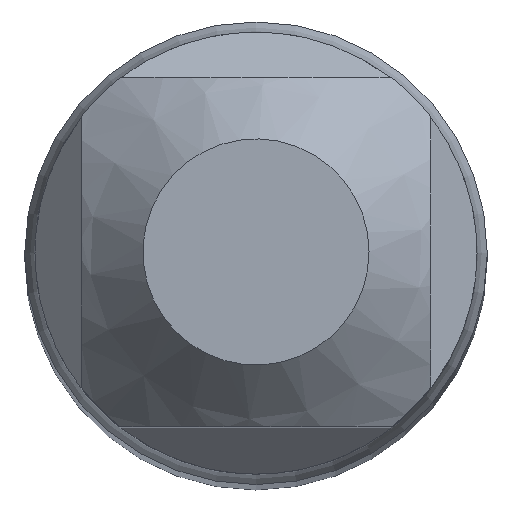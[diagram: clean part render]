
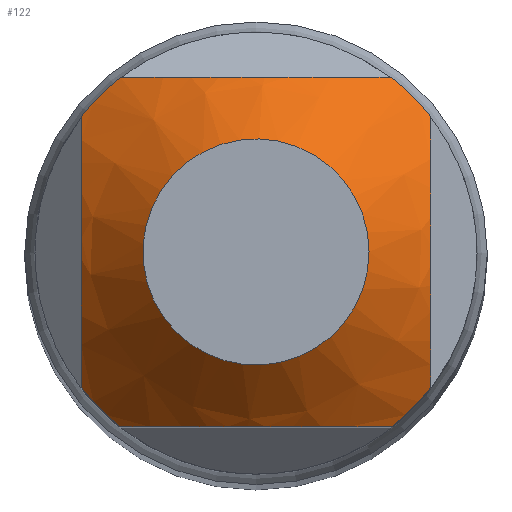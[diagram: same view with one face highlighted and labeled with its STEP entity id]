
A CAD part, top view. The second image highlights one B-rep face of the part: STEP entity #122.
In plain terms, the highlighted conical face has half-angle 45 degrees and reference radius 1000 mm.
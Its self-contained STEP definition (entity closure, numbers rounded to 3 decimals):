
#51=CONICAL_SURFACE('',#443,1000.,45.);
#80=FACE_BOUND('',#179,.T.);
#81=FACE_BOUND('',#180,.T.);
#86=CIRCLE('',#418,1.1);
#96=CIRCLE('',#437,2.15);
#97=CIRCLE('',#438,2.15);
#98=CIRCLE('',#439,2.15);
#99=CIRCLE('',#440,2.15);
#122=ADVANCED_FACE('NONE',(#80,#81),#51,.T.);
#179=EDGE_LOOP('',(#250,#251,#252,#253,#254,#255,#256,#257));
#180=EDGE_LOOP('',(#258));
#250=ORIENTED_EDGE('',*,*,#312,.F.);
#251=ORIENTED_EDGE('',*,*,#326,.F.);
#252=ORIENTED_EDGE('',*,*,#303,.F.);
#253=ORIENTED_EDGE('',*,*,#325,.F.);
#254=ORIENTED_EDGE('',*,*,#306,.F.);
#255=ORIENTED_EDGE('',*,*,#324,.F.);
#256=ORIENTED_EDGE('',*,*,#309,.F.);
#257=ORIENTED_EDGE('',*,*,#327,.F.);
#258=ORIENTED_EDGE('',*,*,#314,.T.);
#273=VERTEX_POINT('',#596);
#274=VERTEX_POINT('',#610);
#275=VERTEX_POINT('',#614);
#276=VERTEX_POINT('',#628);
#277=VERTEX_POINT('',#632);
#278=VERTEX_POINT('',#646);
#279=VERTEX_POINT('',#650);
#280=VERTEX_POINT('',#664);
#281=VERTEX_POINT('',#668);
#303=EDGE_CURVE('NONE',#273,#274,#365,.T.);
#306=EDGE_CURVE('NONE',#275,#276,#366,.T.);
#309=EDGE_CURVE('NONE',#277,#278,#367,.T.);
#312=EDGE_CURVE('NONE',#279,#280,#368,.T.);
#314=EDGE_CURVE('NONE',#281,#281,#86,.T.);
#324=EDGE_CURVE('NONE',#278,#275,#96,.T.);
#325=EDGE_CURVE('NONE',#276,#273,#97,.T.);
#326=EDGE_CURVE('NONE',#274,#279,#98,.T.);
#327=EDGE_CURVE('NONE',#280,#277,#99,.T.);
#365=B_SPLINE_CURVE_WITH_KNOTS('',3,(#597,#598,#599,#600,#601,#602,#603,
#604,#605,#606,#607,#608,#609),.UNSPECIFIED.,.F.,.F.,(4,3,3,3,4),(0.,0.322,
0.541,0.758,1.),.UNSPECIFIED.);
#366=B_SPLINE_CURVE_WITH_KNOTS('',3,(#615,#616,#617,#618,#619,#620,#621,
#622,#623,#624,#625,#626,#627),.UNSPECIFIED.,.F.,.F.,(4,3,3,3,4),(0.,0.308,
0.5,0.72,1.),.UNSPECIFIED.);
#367=B_SPLINE_CURVE_WITH_KNOTS('',3,(#633,#634,#635,#636,#637,#638,#639,
#640,#641,#642,#643,#644,#645),.UNSPECIFIED.,.F.,.F.,(4,3,3,3,4),(0.,0.322,
0.541,0.758,1.),.UNSPECIFIED.);
#368=B_SPLINE_CURVE_WITH_KNOTS('',3,(#651,#652,#653,#654,#655,#656,#657,
#658,#659,#660,#661,#662,#663),.UNSPECIFIED.,.F.,.F.,(4,3,3,3,4),(0.,0.308,
0.5,0.72,1.),.UNSPECIFIED.);
#418=AXIS2_PLACEMENT_3D('',#667,#495,#496);
#437=AXIS2_PLACEMENT_3D('',#696,#533,#534);
#438=AXIS2_PLACEMENT_3D('',#697,#535,#536);
#439=AXIS2_PLACEMENT_3D('',#698,#537,#538);
#440=AXIS2_PLACEMENT_3D('',#699,#539,#540);
#443=AXIS2_PLACEMENT_3D('',#702,#545,#546);
#495=DIRECTION('',(0.,0.,-1.));
#496=DIRECTION('',(1.,0.,0.));
#533=DIRECTION('',(0.,0.,-1.));
#534=DIRECTION('',(0.,1.,0.));
#535=DIRECTION('',(0.,0.,-1.));
#536=DIRECTION('',(0.,1.,0.));
#537=DIRECTION('',(0.,0.,-1.));
#538=DIRECTION('',(0.,1.,0.));
#539=DIRECTION('',(0.,0.,-1.));
#540=DIRECTION('',(0.,1.,0.));
#545=DIRECTION('',(0.,0.,-1.));
#546=DIRECTION('',(0.,1.,0.));
#596=CARTESIAN_POINT('',(-1.7,-1.316,-1.05));
#597=CARTESIAN_POINT('',(-1.7,-1.316,-1.05));
#598=CARTESIAN_POINT('',(-1.7,-1.059,-0.893));
#599=CARTESIAN_POINT('',(-1.7,-0.786,-0.752));
#600=CARTESIAN_POINT('',(-1.7,-0.496,-0.671));
#601=CARTESIAN_POINT('',(-1.7,-0.3,-0.616));
#602=CARTESIAN_POINT('',(-1.7,-0.092,-0.59));
#603=CARTESIAN_POINT('',(-1.7,0.112,-0.604));
#604=CARTESIAN_POINT('',(-1.7,0.316,-0.617));
#605=CARTESIAN_POINT('',(-1.7,0.518,-0.668));
#606=CARTESIAN_POINT('',(-1.7,0.708,-0.742));
#607=CARTESIAN_POINT('',(-1.7,0.92,-0.823));
#608=CARTESIAN_POINT('',(-1.7,1.122,-0.931));
#609=CARTESIAN_POINT('',(-1.7,1.316,-1.05));
#610=CARTESIAN_POINT('',(-1.7,1.316,-1.05));
#614=CARTESIAN_POINT('',(1.316,-1.7,-1.05));
#615=CARTESIAN_POINT('',(1.316,-1.7,-1.05));
#616=CARTESIAN_POINT('',(1.07,-1.7,-0.899));
#617=CARTESIAN_POINT('',(0.809,-1.7,-0.764));
#618=CARTESIAN_POINT('',(0.533,-1.7,-0.682));
#619=CARTESIAN_POINT('',(0.361,-1.7,-0.63));
#620=CARTESIAN_POINT('',(0.18,-1.7,-0.6));
#621=CARTESIAN_POINT('',(0.,-1.7,-0.6));
#622=CARTESIAN_POINT('',(-0.206,-1.7,-0.6));
#623=CARTESIAN_POINT('',(-0.414,-1.7,-0.64));
#624=CARTESIAN_POINT('',(-0.609,-1.7,-0.706));
#625=CARTESIAN_POINT('',(-0.857,-1.7,-0.79));
#626=CARTESIAN_POINT('',(-1.093,-1.7,-0.913));
#627=CARTESIAN_POINT('',(-1.316,-1.7,-1.05));
#628=CARTESIAN_POINT('',(-1.316,-1.7,-1.05));
#632=CARTESIAN_POINT('',(1.7,1.316,-1.05));
#633=CARTESIAN_POINT('',(1.7,1.316,-1.05));
#634=CARTESIAN_POINT('',(1.7,1.059,-0.893));
#635=CARTESIAN_POINT('',(1.7,0.786,-0.752));
#636=CARTESIAN_POINT('',(1.7,0.496,-0.671));
#637=CARTESIAN_POINT('',(1.7,0.3,-0.616));
#638=CARTESIAN_POINT('',(1.7,0.092,-0.59));
#639=CARTESIAN_POINT('',(1.7,-0.112,-0.604));
#640=CARTESIAN_POINT('',(1.7,-0.316,-0.617));
#641=CARTESIAN_POINT('',(1.7,-0.518,-0.668));
#642=CARTESIAN_POINT('',(1.7,-0.708,-0.742));
#643=CARTESIAN_POINT('',(1.7,-0.92,-0.823));
#644=CARTESIAN_POINT('',(1.7,-1.122,-0.931));
#645=CARTESIAN_POINT('',(1.7,-1.316,-1.05));
#646=CARTESIAN_POINT('',(1.7,-1.316,-1.05));
#650=CARTESIAN_POINT('',(-1.316,1.7,-1.05));
#651=CARTESIAN_POINT('',(-1.316,1.7,-1.05));
#652=CARTESIAN_POINT('',(-1.07,1.7,-0.899));
#653=CARTESIAN_POINT('',(-0.809,1.7,-0.764));
#654=CARTESIAN_POINT('',(-0.533,1.7,-0.682));
#655=CARTESIAN_POINT('',(-0.361,1.7,-0.63));
#656=CARTESIAN_POINT('',(-0.18,1.7,-0.6));
#657=CARTESIAN_POINT('',(0.,1.7,-0.6));
#658=CARTESIAN_POINT('',(0.206,1.7,-0.6));
#659=CARTESIAN_POINT('',(0.414,1.7,-0.64));
#660=CARTESIAN_POINT('',(0.609,1.7,-0.706));
#661=CARTESIAN_POINT('',(0.857,1.7,-0.79));
#662=CARTESIAN_POINT('',(1.093,1.7,-0.913));
#663=CARTESIAN_POINT('',(1.316,1.7,-1.05));
#664=CARTESIAN_POINT('',(1.316,1.7,-1.05));
#667=CARTESIAN_POINT('',(0.,0.,0.));
#668=CARTESIAN_POINT('',(1.1,0.,0.));
#696=CARTESIAN_POINT('',(0.,0.,-1.05));
#697=CARTESIAN_POINT('',(0.,0.,-1.05));
#698=CARTESIAN_POINT('',(0.,0.,-1.05));
#699=CARTESIAN_POINT('',(0.,0.,-1.05));
#702=CARTESIAN_POINT('',(0.,0.,-998.9));
